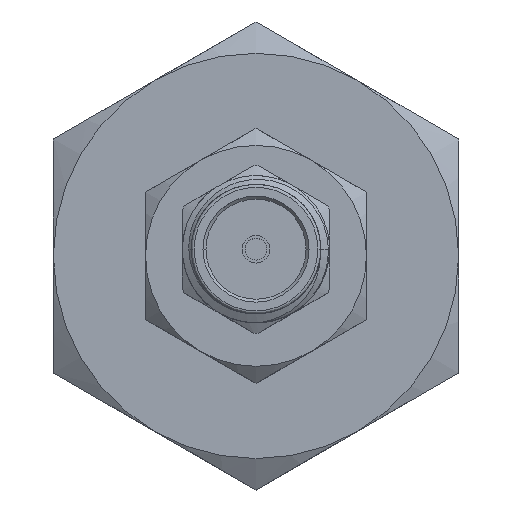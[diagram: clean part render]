
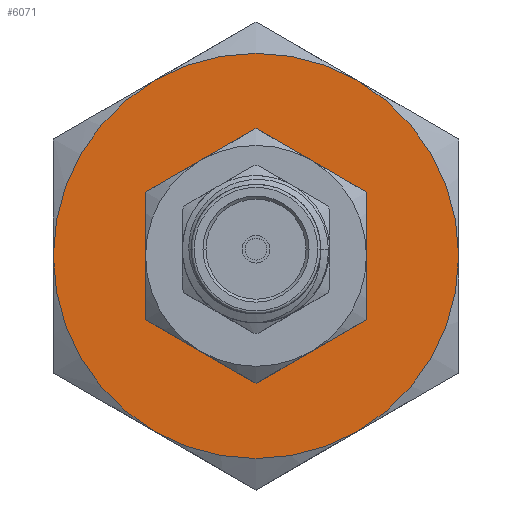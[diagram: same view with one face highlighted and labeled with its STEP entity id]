
A CAD part, top view. The second image highlights one B-rep face of the part: STEP entity #6071.
In plain terms, the highlighted face is planar.
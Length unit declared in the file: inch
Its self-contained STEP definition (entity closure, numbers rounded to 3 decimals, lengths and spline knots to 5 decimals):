
#375 = CIRCLE ( 'NONE', #14790, 0.344 ) ;
#689 = VERTEX_POINT ( 'NONE', #19207 ) ;
#774 = AXIS2_PLACEMENT_3D ( 'NONE', #22098, #16781, #16050 ) ;
#1510 = CARTESIAN_POINT ( 'NONE',  ( 0.8, 0., -0.344 ) ) ;
#1559 = VERTEX_POINT ( 'NONE', #4916 ) ;
#1703 = CARTESIAN_POINT ( 'NONE',  ( 0.8, 0.10825, 0.1875 ) ) ;
#1991 = DIRECTION ( 'NONE',  ( 1., 0., 0. ) ) ;
#2335 = VERTEX_POINT ( 'NONE', #18637 ) ;
#2339 = VERTEX_POINT ( 'NONE', #18368 ) ;
#2429 = CARTESIAN_POINT ( 'NONE',  ( 0.8, 0., 0. ) ) ;
#2675 = DIRECTION ( 'NONE',  ( 0., -0.5, 0.866 ) ) ;
#3615 = ORIENTED_EDGE ( 'NONE', *, *, #8241, .T. ) ;
#3638 = ORIENTED_EDGE ( 'NONE', *, *, #17408, .F. ) ;
#4359 = VECTOR ( 'NONE', #17186, 39.37008 ) ;
#4448 = ORIENTED_EDGE ( 'NONE', *, *, #12864, .T. ) ;
#4916 = CARTESIAN_POINT ( 'NONE',  ( 0.8, 0.29791, 0.172 ) ) ;
#5038 = EDGE_CURVE ( 'NONE', #19402, #1559, #6412, .T. ) ;
#6071 = ADVANCED_FACE ( 'NONE', ( #10895, #10243 ), #13093, .F. ) ;
#6155 = VERTEX_POINT ( 'NONE', #15328 ) ;
#6265 = DIRECTION ( 'NONE',  ( 0., 0., -1. ) ) ;
#6412 = CIRCLE ( 'NONE', #6991, 0.344 ) ;
#6686 = ORIENTED_EDGE ( 'NONE', *, *, #10269, .F. ) ;
#6830 = VERTEX_POINT ( 'NONE', #16470 ) ;
#6962 = EDGE_CURVE ( 'NONE', #6830, #22387, #25260, .T. ) ;
#6991 = AXIS2_PLACEMENT_3D ( 'NONE', #12944, #26528, #10156 ) ;
#7066 = EDGE_CURVE ( 'NONE', #2335, #24783, #22369, .T. ) ;
#7313 = VECTOR ( 'NONE', #11160, 39.37008 ) ;
#8241 = EDGE_CURVE ( 'NONE', #14146, #19402, #25621, .T. ) ;
#8925 = VECTOR ( 'NONE', #9109, 39.37008 ) ;
#9109 = DIRECTION ( 'NONE',  ( 0., -0.5, -0.866 ) ) ;
#9124 = ORIENTED_EDGE ( 'NONE', *, *, #9326, .T. ) ;
#9126 = VERTEX_POINT ( 'NONE', #19882 ) ;
#9326 = EDGE_CURVE ( 'NONE', #9126, #689, #9524, .T. ) ;
#9524 = CIRCLE ( 'NONE', #13617, 0.344 ) ;
#10015 = EDGE_CURVE ( 'NONE', #2339, #2335, #15268, .T. ) ;
#10134 = CARTESIAN_POINT ( 'NONE',  ( 0.8, 0., 0. ) ) ;
#10156 = DIRECTION ( 'NONE',  ( 0., 0., -1. ) ) ;
#10243 = FACE_OUTER_BOUND ( 'NONE', #24757, .T. ) ;
#10269 = EDGE_CURVE ( 'NONE', #22387, #6155, #10450, .T. ) ;
#10450 = LINE ( 'NONE', #21361, #4359 ) ;
#10508 = LINE ( 'NONE', #15109, #7313 ) ;
#10513 = CARTESIAN_POINT ( 'NONE',  ( 0.8, 0., 0. ) ) ;
#10535 = DIRECTION ( 'NONE',  ( 0., 0.5, 0.866 ) ) ;
#10895 = FACE_BOUND ( 'NONE', #23623, .T. ) ;
#11160 = DIRECTION ( 'NONE',  ( 0., 1., 0. ) ) ;
#12060 = VECTOR ( 'NONE', #10535, 39.37008 ) ;
#12197 = DIRECTION ( 'NONE',  ( 1., 0., 0. ) ) ;
#12864 = EDGE_CURVE ( 'NONE', #689, #22952, #19986, .T. ) ;
#12944 = CARTESIAN_POINT ( 'NONE',  ( 0.8, 0., 0. ) ) ;
#13093 = PLANE ( 'NONE',  #25341 ) ;
#13454 = CARTESIAN_POINT ( 'NONE',  ( 0.8, 0.21651, 0. ) ) ;
#13617 = AXIS2_PLACEMENT_3D ( 'NONE', #10134, #12197, #24267 ) ;
#13749 = VECTOR ( 'NONE', #2675, 39.37008 ) ;
#13840 = ORIENTED_EDGE ( 'NONE', *, *, #5038, .T. ) ;
#14146 = VERTEX_POINT ( 'NONE', #1510 ) ;
#14692 = ORIENTED_EDGE ( 'NONE', *, *, #23323, .T. ) ;
#14790 = AXIS2_PLACEMENT_3D ( 'NONE', #25807, #15443, #25549 ) ;
#15109 = CARTESIAN_POINT ( 'NONE',  ( 0.8, -0.10825, -0.1875 ) ) ;
#15268 = LINE ( 'NONE', #24481, #12060 ) ;
#15286 = CARTESIAN_POINT ( 'NONE',  ( 0.8, -0.29791, -0.172 ) ) ;
#15328 = CARTESIAN_POINT ( 'NONE',  ( 0.8, -0.10825, -0.1875 ) ) ;
#15443 = DIRECTION ( 'NONE',  ( 1., 0., 0. ) ) ;
#15753 = LINE ( 'NONE', #1703, #25701 ) ;
#15768 = CARTESIAN_POINT ( 'NONE',  ( 0.8, -0.21651, 0. ) ) ;
#15951 = DIRECTION ( 'NONE',  ( 0., -1., 0. ) ) ;
#16050 = DIRECTION ( 'NONE',  ( 0., 0., -1. ) ) ;
#16470 = CARTESIAN_POINT ( 'NONE',  ( 0.8, -0.10825, 0.1875 ) ) ;
#16488 = DIRECTION ( 'NONE',  ( 1., 0., 0. ) ) ;
#16574 = CARTESIAN_POINT ( 'NONE',  ( 0.8, 0., 0. ) ) ;
#16602 = CIRCLE ( 'NONE', #18571, 0.344 ) ;
#16771 = DIRECTION ( 'NONE',  ( 0., 0., 1. ) ) ;
#16781 = DIRECTION ( 'NONE',  ( 1., 0., 0. ) ) ;
#16786 = ORIENTED_EDGE ( 'NONE', *, *, #7066, .F. ) ;
#17127 = DIRECTION ( 'NONE',  ( -1., 0., 0. ) ) ;
#17186 = DIRECTION ( 'NONE',  ( 0., 0.5, -0.866 ) ) ;
#17408 = EDGE_CURVE ( 'NONE', #24783, #6830, #15753, .T. ) ;
#18368 = CARTESIAN_POINT ( 'NONE',  ( 0.8, 0.10825, -0.1875 ) ) ;
#18571 = AXIS2_PLACEMENT_3D ( 'NONE', #10513, #1991, #22667 ) ;
#18637 = CARTESIAN_POINT ( 'NONE',  ( 0.8, 0.21651, 0. ) ) ;
#18751 = ORIENTED_EDGE ( 'NONE', *, *, #6962, .F. ) ;
#18937 = ORIENTED_EDGE ( 'NONE', *, *, #22849, .F. ) ;
#19037 = CARTESIAN_POINT ( 'NONE',  ( 0.8, -0.10825, 0.1875 ) ) ;
#19047 = EDGE_CURVE ( 'NONE', #22952, #14146, #375, .T. ) ;
#19207 = CARTESIAN_POINT ( 'NONE',  ( 0.8, -0.29791, 0.172 ) ) ;
#19402 = VERTEX_POINT ( 'NONE', #22495 ) ;
#19882 = CARTESIAN_POINT ( 'NONE',  ( 0.8, 0., 0.344 ) ) ;
#19986 = CIRCLE ( 'NONE', #774, 0.344 ) ;
#20769 = ORIENTED_EDGE ( 'NONE', *, *, #10015, .F. ) ;
#21361 = CARTESIAN_POINT ( 'NONE',  ( 0.8, -0.21651, 0. ) ) ;
#22098 = CARTESIAN_POINT ( 'NONE',  ( 0.8, 0., 0. ) ) ;
#22369 = LINE ( 'NONE', #13454, #13749 ) ;
#22387 = VERTEX_POINT ( 'NONE', #15768 ) ;
#22432 = ORIENTED_EDGE ( 'NONE', *, *, #19047, .T. ) ;
#22495 = CARTESIAN_POINT ( 'NONE',  ( 0.8, 0.29791, -0.172 ) ) ;
#22667 = DIRECTION ( 'NONE',  ( 0., 0., -1. ) ) ;
#22849 = EDGE_CURVE ( 'NONE', #6155, #2339, #10508, .T. ) ;
#22952 = VERTEX_POINT ( 'NONE', #15286 ) ;
#23323 = EDGE_CURVE ( 'NONE', #1559, #9126, #16602, .T. ) ;
#23623 = EDGE_LOOP ( 'NONE', ( #16786, #20769, #18937, #6686, #18751, #3638 ) ) ;
#24267 = DIRECTION ( 'NONE',  ( 0., 0., -1. ) ) ;
#24481 = CARTESIAN_POINT ( 'NONE',  ( 0.8, 0.10825, -0.1875 ) ) ;
#24757 = EDGE_LOOP ( 'NONE', ( #14692, #9124, #4448, #22432, #3615, #13840 ) ) ;
#24783 = VERTEX_POINT ( 'NONE', #25610 ) ;
#25260 = LINE ( 'NONE', #19037, #8925 ) ;
#25341 = AXIS2_PLACEMENT_3D ( 'NONE', #2429, #17127, #16771 ) ;
#25549 = DIRECTION ( 'NONE',  ( 0., 0., -1. ) ) ;
#25605 = AXIS2_PLACEMENT_3D ( 'NONE', #16574, #16488, #6265 ) ;
#25610 = CARTESIAN_POINT ( 'NONE',  ( 0.8, 0.10825, 0.1875 ) ) ;
#25621 = CIRCLE ( 'NONE', #25605, 0.344 ) ;
#25701 = VECTOR ( 'NONE', #15951, 39.37008 ) ;
#25807 = CARTESIAN_POINT ( 'NONE',  ( 0.8, 0., 0. ) ) ;
#26528 = DIRECTION ( 'NONE',  ( 1., 0., 0. ) ) ;
